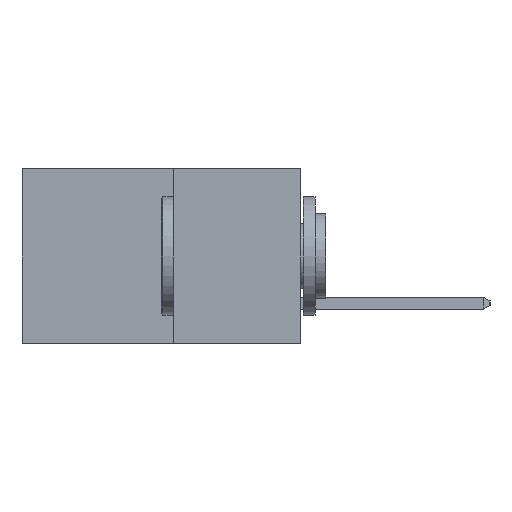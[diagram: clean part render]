
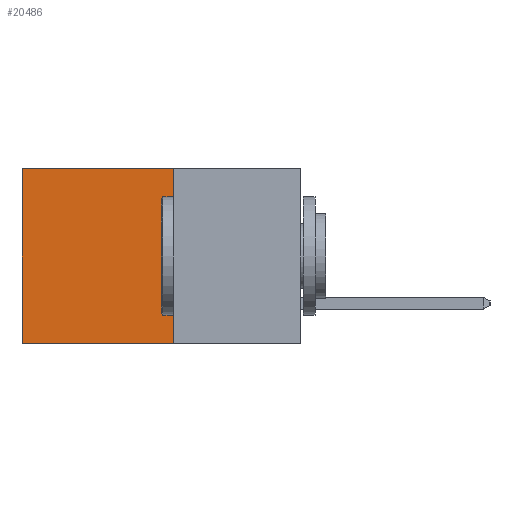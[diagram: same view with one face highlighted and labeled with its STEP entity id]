
A CAD part, left-side view. The second image highlights one B-rep face of the part: STEP entity #20486.
In plain terms, the highlighted planar face has unit normal (-1, 0, 0).
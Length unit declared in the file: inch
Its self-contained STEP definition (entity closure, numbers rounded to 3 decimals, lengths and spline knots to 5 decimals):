
#1197 = LINE ( 'NONE', #6080, #24952 ) ;
#3017 = DIRECTION ( 'NONE',  ( 1., 0., 0. ) ) ;
#3870 = LINE ( 'NONE', #14711, #21405 ) ;
#3993 = CARTESIAN_POINT ( 'NONE',  ( 0.277, 0.59, 0. ) ) ;
#5344 = DIRECTION ( 'NONE',  ( 0., 1., 0. ) ) ;
#6080 = CARTESIAN_POINT ( 'NONE',  ( 0.277, 0.27, 0. ) ) ;
#6302 = EDGE_LOOP ( 'NONE', ( #20547, #11190, #21488, #11316 ) ) ;
#6437 = VERTEX_POINT ( 'NONE', #6945 ) ;
#6861 = EDGE_CURVE ( 'NONE', #28688, #28155, #1197, .T. ) ;
#6945 = CARTESIAN_POINT ( 'NONE',  ( 0.277, 0.27, -0.37 ) ) ;
#8708 = EDGE_CURVE ( 'NONE', #6437, #24957, #28836, .T. ) ;
#10873 = EDGE_CURVE ( 'NONE', #28155, #24957, #18537, .T. ) ;
#11190 = ORIENTED_EDGE ( 'NONE', *, *, #8708, .F. ) ;
#11316 = ORIENTED_EDGE ( 'NONE', *, *, #6861, .T. ) ;
#13132 = CARTESIAN_POINT ( 'NONE',  ( 0.277, 0.27, 0. ) ) ;
#14711 = CARTESIAN_POINT ( 'NONE',  ( 0.277, 0.27, -0.37 ) ) ;
#17138 = DIRECTION ( 'NONE',  ( 0., 0., -1. ) ) ;
#17251 = CARTESIAN_POINT ( 'NONE',  ( 0.277, 0.27, -0.37 ) ) ;
#17315 = CARTESIAN_POINT ( 'NONE',  ( 0.277, 0.27, -0.37 ) ) ;
#17798 = FACE_OUTER_BOUND ( 'NONE', #6302, .T. ) ;
#18192 = DIRECTION ( 'NONE',  ( 0., 0., -1. ) ) ;
#18537 = LINE ( 'NONE', #25131, #29399 ) ;
#19720 = DIRECTION ( 'NONE',  ( 0., 0., -1. ) ) ;
#20486 = ADVANCED_FACE ( 'NONE', ( #17798 ), #28912, .F. ) ;
#20547 = ORIENTED_EDGE ( 'NONE', *, *, #10873, .T. ) ;
#21405 = VECTOR ( 'NONE', #17138, 39.37008 ) ;
#21488 = ORIENTED_EDGE ( 'NONE', *, *, #28477, .F. ) ;
#24952 = VECTOR ( 'NONE', #25017, 39.37008 ) ;
#24957 = VERTEX_POINT ( 'NONE', #27072 ) ;
#25017 = DIRECTION ( 'NONE',  ( 0., 1., 0. ) ) ;
#25131 = CARTESIAN_POINT ( 'NONE',  ( 0.277, 0.59, -0.37 ) ) ;
#26950 = AXIS2_PLACEMENT_3D ( 'NONE', #17315, #3017, #19720 ) ;
#27072 = CARTESIAN_POINT ( 'NONE',  ( 0.277, 0.59, -0.37 ) ) ;
#28114 = VECTOR ( 'NONE', #5344, 39.37008 ) ;
#28155 = VERTEX_POINT ( 'NONE', #3993 ) ;
#28477 = EDGE_CURVE ( 'NONE', #28688, #6437, #3870, .T. ) ;
#28688 = VERTEX_POINT ( 'NONE', #13132 ) ;
#28836 = LINE ( 'NONE', #17251, #28114 ) ;
#28912 = PLANE ( 'NONE',  #26950 ) ;
#29399 = VECTOR ( 'NONE', #18192, 39.37008 ) ;
